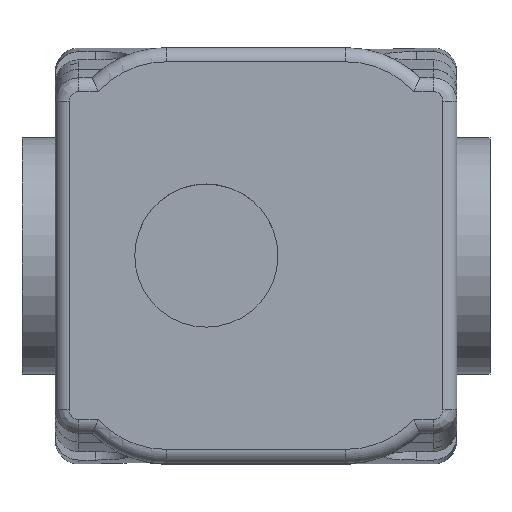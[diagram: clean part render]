
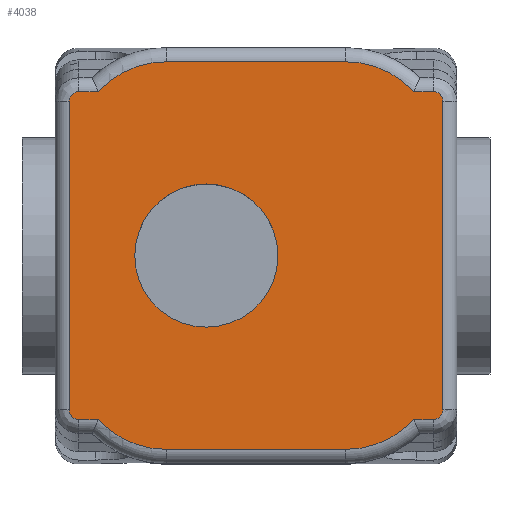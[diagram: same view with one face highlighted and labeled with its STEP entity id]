
A CAD part, top view. The second image highlights one B-rep face of the part: STEP entity #4038.
In plain terms, the highlighted planar face has unit normal (0, 0, 1).
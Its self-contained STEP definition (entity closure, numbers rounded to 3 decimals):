
#613=CARTESIAN_POINT('',(4.646,0.0,52.5));
#614=VERTEX_POINT('',#613);
#615=CARTESIAN_POINT('',(-10.5,0.0,52.5));
#616=DIRECTION('',(0.0,0.0,-1.0));
#617=DIRECTION('',(1.0,0.0,0.0));
#618=AXIS2_PLACEMENT_3D('',#615,#616,#617);
#619=CIRCLE('',#618,15.146);
#620=EDGE_CURVE('',#614,#614,#619,.T.);
#3148=CARTESIAN_POINT('',(-37.5,34.68,52.5));
#3149=VERTEX_POINT('',#3148);
#3157=CARTESIAN_POINT('',(-33.372,34.68,52.5));
#3158=VERTEX_POINT('',#3157);
#3159=CARTESIAN_POINT('',(-37.5,34.68,52.5));
#3160=DIRECTION('',(1.0,0.0,0.0));
#3161=VECTOR('',#3160,4.128);
#3162=LINE('',#3159,#3161);
#3163=EDGE_CURVE('',#3149,#3158,#3162,.T.);
#3201=CARTESIAN_POINT('',(19.,41.,52.5));
#3202=VERTEX_POINT('',#3201);
#3210=CARTESIAN_POINT('',(33.372,34.68,52.5));
#3211=VERTEX_POINT('',#3210);
#3212=CARTESIAN_POINT('',(19.,21.5,52.5));
#3213=DIRECTION('',(0.0,0.0,-1.0));
#3214=DIRECTION('',(0.395,0.919,0.0));
#3215=AXIS2_PLACEMENT_3D('',#3212,#3213,#3214);
#3216=CIRCLE('',#3215,19.5);
#3217=EDGE_CURVE('',#3202,#3211,#3216,.T.);
#3263=CARTESIAN_POINT('',(37.5,-34.68,52.5));
#3264=VERTEX_POINT('',#3263);
#3272=CARTESIAN_POINT('',(33.372,-34.68,52.5));
#3273=VERTEX_POINT('',#3272);
#3274=CARTESIAN_POINT('',(37.5,-34.68,52.5));
#3275=DIRECTION('',(-1.0,0.0,0.0));
#3276=VECTOR('',#3275,4.128);
#3277=LINE('',#3274,#3276);
#3278=EDGE_CURVE('',#3264,#3273,#3277,.T.);
#3341=CARTESIAN_POINT('',(39.5,-32.613,52.5));
#3342=VERTEX_POINT('',#3341);
#3350=CARTESIAN_POINT('',(39.5,-32.613,52.5));
#3351=CARTESIAN_POINT('',(39.5,-33.069,52.5));
#3352=CARTESIAN_POINT('',(39.248,-33.829,52.5));
#3353=CARTESIAN_POINT('',(38.411,-34.533,52.5));
#3354=CARTESIAN_POINT('',(37.804,-34.68,52.5));
#3355=CARTESIAN_POINT('',(37.5,-34.68,52.5));
#3356=B_SPLINE_CURVE_WITH_KNOTS('',3,(#3350,#3351,#3352,#3353,#3354,#3355),.UNSPECIFIED.,.F.,.U.,(4,1,1,4),(0.0,0.137,0.228,0.319),.UNSPECIFIED.);
#3357=EDGE_CURVE('',#3342,#3264,#3356,.T.);
#3367=CARTESIAN_POINT('',(39.5,32.613,52.5));
#3368=VERTEX_POINT('',#3367);
#3376=CARTESIAN_POINT('',(39.5,32.613,52.5));
#3377=DIRECTION('',(0.0,-1.0,0.0));
#3378=VECTOR('',#3377,65.225);
#3379=LINE('',#3376,#3378);
#3380=EDGE_CURVE('',#3368,#3342,#3379,.T.);
#3424=CARTESIAN_POINT('',(37.5,34.68,52.5));
#3425=VERTEX_POINT('',#3424);
#3433=CARTESIAN_POINT('',(37.5,34.68,52.5));
#3434=CARTESIAN_POINT('',(37.956,34.68,52.5));
#3435=CARTESIAN_POINT('',(39.018,34.283,52.5));
#3436=CARTESIAN_POINT('',(39.5,33.221,52.5));
#3437=CARTESIAN_POINT('',(39.5,32.613,52.5));
#3438=B_SPLINE_CURVE_WITH_KNOTS('',3,(#3433,#3434,#3435,#3436,#3437),.UNSPECIFIED.,.F.,.U.,(4,1,4),(0.0,0.137,0.319),.UNSPECIFIED.);
#3439=EDGE_CURVE('',#3425,#3368,#3438,.T.);
#3449=CARTESIAN_POINT('',(33.372,34.68,52.5));
#3450=DIRECTION('',(1.0,0.0,0.0));
#3451=VECTOR('',#3450,4.128);
#3452=LINE('',#3449,#3451);
#3453=EDGE_CURVE('',#3211,#3425,#3452,.T.);
#3471=CARTESIAN_POINT('',(19.,-41.,52.5));
#3472=VERTEX_POINT('',#3471);
#3473=CARTESIAN_POINT('',(19.,-21.5,52.5));
#3474=DIRECTION('',(0.0,0.0,-1.0));
#3475=DIRECTION('',(0.395,-0.919,0.0));
#3476=AXIS2_PLACEMENT_3D('',#3473,#3474,#3475);
#3477=CIRCLE('',#3476,19.5);
#3478=EDGE_CURVE('',#3273,#3472,#3477,.T.);
#3516=CARTESIAN_POINT('',(-19.,-41.,52.5));
#3517=VERTEX_POINT('',#3516);
#3534=CARTESIAN_POINT('',(19.0,-41.,52.5));
#3535=DIRECTION('',(-1.0,0.0,0.0));
#3536=VECTOR('',#3535,38.0);
#3537=LINE('',#3534,#3536);
#3538=EDGE_CURVE('',#3472,#3517,#3537,.T.);
#3558=CARTESIAN_POINT('',(-33.372,-34.68,52.5));
#3559=VERTEX_POINT('',#3558);
#3560=CARTESIAN_POINT('',(-19.,-21.5,52.5));
#3561=DIRECTION('',(0.0,0.0,-1.0));
#3562=DIRECTION('',(-0.395,-0.919,0.0));
#3563=AXIS2_PLACEMENT_3D('',#3560,#3561,#3562);
#3564=CIRCLE('',#3563,19.5);
#3565=EDGE_CURVE('',#3517,#3559,#3564,.T.);
#3603=CARTESIAN_POINT('',(-19.,41.,52.5));
#3604=VERTEX_POINT('',#3603);
#3612=CARTESIAN_POINT('',(-19.,41.,52.5));
#3613=DIRECTION('',(1.0,0.0,0.0));
#3614=VECTOR('',#3613,38.0);
#3615=LINE('',#3612,#3614);
#3616=EDGE_CURVE('',#3604,#3202,#3615,.T.);
#3633=CARTESIAN_POINT('',(-19.,21.5,52.5));
#3634=DIRECTION('',(0.0,0.0,-1.0));
#3635=DIRECTION('',(-0.395,0.919,0.0));
#3636=AXIS2_PLACEMENT_3D('',#3633,#3634,#3635);
#3637=CIRCLE('',#3636,19.5);
#3638=EDGE_CURVE('',#3158,#3604,#3637,.T.);
#3704=CARTESIAN_POINT('',(-39.5,32.613,52.5));
#3705=VERTEX_POINT('',#3704);
#3713=CARTESIAN_POINT('',(-39.5,32.613,52.5));
#3714=CARTESIAN_POINT('',(-39.5,33.069,52.5));
#3715=CARTESIAN_POINT('',(-39.248,33.829,52.5));
#3716=CARTESIAN_POINT('',(-38.411,34.533,52.5));
#3717=CARTESIAN_POINT('',(-37.804,34.68,52.5));
#3718=CARTESIAN_POINT('',(-37.5,34.68,52.5));
#3719=B_SPLINE_CURVE_WITH_KNOTS('',3,(#3713,#3714,#3715,#3716,#3717,#3718),.UNSPECIFIED.,.F.,.U.,(4,1,1,4),(0.0,0.137,0.228,0.319),.UNSPECIFIED.);
#3720=EDGE_CURVE('',#3705,#3149,#3719,.T.);
#3730=CARTESIAN_POINT('',(-39.5,-32.613,52.5));
#3731=VERTEX_POINT('',#3730);
#3739=CARTESIAN_POINT('',(-39.5,-32.613,52.5));
#3740=DIRECTION('',(0.0,1.0,0.0));
#3741=VECTOR('',#3740,65.225);
#3742=LINE('',#3739,#3741);
#3743=EDGE_CURVE('',#3731,#3705,#3742,.T.);
#3787=CARTESIAN_POINT('',(-37.5,-34.68,52.5));
#3788=VERTEX_POINT('',#3787);
#3796=CARTESIAN_POINT('',(-37.5,-34.68,52.5));
#3797=CARTESIAN_POINT('',(-37.956,-34.68,52.5));
#3798=CARTESIAN_POINT('',(-39.018,-34.283,52.5));
#3799=CARTESIAN_POINT('',(-39.5,-33.221,52.5));
#3800=CARTESIAN_POINT('',(-39.5,-32.613,52.5));
#3801=B_SPLINE_CURVE_WITH_KNOTS('',3,(#3796,#3797,#3798,#3799,#3800),.UNSPECIFIED.,.F.,.U.,(4,1,4),(0.0,0.137,0.319),.UNSPECIFIED.);
#3802=EDGE_CURVE('',#3788,#3731,#3801,.T.);
#3812=CARTESIAN_POINT('',(-33.372,-34.68,52.5));
#3813=DIRECTION('',(-1.0,0.0,0.0));
#3814=VECTOR('',#3813,4.128);
#3815=LINE('',#3812,#3814);
#3816=EDGE_CURVE('',#3559,#3788,#3815,.T.);
#4012=CARTESIAN_POINT('',(0.,0.,52.5));
#4013=DIRECTION('',(0.0,0.0,1.0));
#4014=DIRECTION('',(1.0,0.0,0.0));
#4015=AXIS2_PLACEMENT_3D('',#4012,#4013,#4014);
#4016=PLANE('',#4015);
#4017=ORIENTED_EDGE('',*,*,#3278,.F.);
#4018=ORIENTED_EDGE('',*,*,#3357,.F.);
#4019=ORIENTED_EDGE('',*,*,#3380,.F.);
#4020=ORIENTED_EDGE('',*,*,#3439,.F.);
#4021=ORIENTED_EDGE('',*,*,#3453,.F.);
#4022=ORIENTED_EDGE('',*,*,#3217,.F.);
#4023=ORIENTED_EDGE('',*,*,#3616,.F.);
#4024=ORIENTED_EDGE('',*,*,#3638,.F.);
#4025=ORIENTED_EDGE('',*,*,#3163,.F.);
#4026=ORIENTED_EDGE('',*,*,#3720,.F.);
#4027=ORIENTED_EDGE('',*,*,#3743,.F.);
#4028=ORIENTED_EDGE('',*,*,#3802,.F.);
#4029=ORIENTED_EDGE('',*,*,#3816,.F.);
#4030=ORIENTED_EDGE('',*,*,#3565,.F.);
#4031=ORIENTED_EDGE('',*,*,#3538,.F.);
#4032=ORIENTED_EDGE('',*,*,#3478,.F.);
#4033=EDGE_LOOP('',(#4017,#4018,#4019,#4020,#4021,#4022,#4023,#4024,#4025,#4026,#4027,#4028,#4029,#4030,#4031,#4032));
#4034=FACE_OUTER_BOUND('',#4033,.T.);
#4035=ORIENTED_EDGE('',*,*,#620,.T.);
#4036=EDGE_LOOP('',(#4035));
#4037=FACE_BOUND('',#4036,.T.);
#4038=ADVANCED_FACE('',(#4034,#4037),#4016,.T.);
